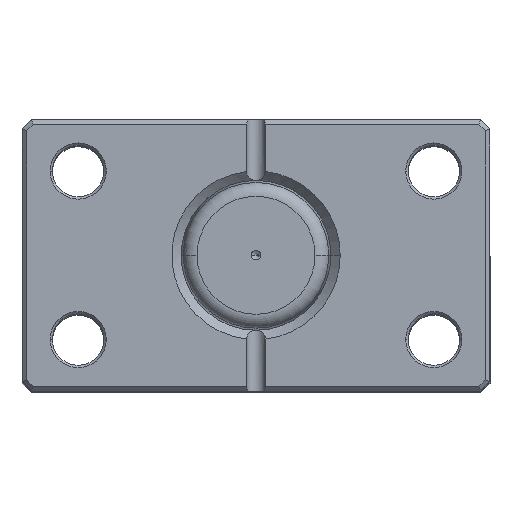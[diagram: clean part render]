
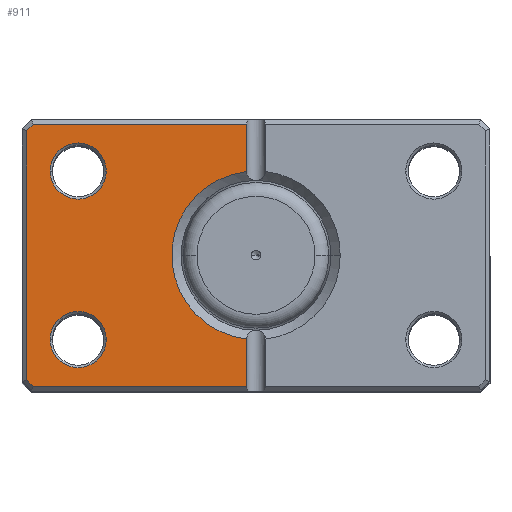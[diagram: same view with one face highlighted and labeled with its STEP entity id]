
A CAD part, top view. The second image highlights one B-rep face of the part: STEP entity #911.
In plain terms, the highlighted face is planar.
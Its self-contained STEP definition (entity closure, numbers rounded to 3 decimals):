
#18 = DIRECTION ( 'NONE',  ( 0.707, -0.707, 0. ) ) ;
#32 = ORIENTED_EDGE ( 'NONE', *, *, #5380, .T. ) ;
#59 = DIRECTION ( 'NONE',  ( 1., 0., 0. ) ) ;
#77 = CIRCLE ( 'NONE', #3969, 6. ) ;
#156 = DIRECTION ( 'NONE',  ( 1., 0., 0. ) ) ;
#158 = VERTEX_POINT ( 'NONE', #3454 ) ;
#179 = ORIENTED_EDGE ( 'NONE', *, *, #4538, .T. ) ;
#255 = CARTESIAN_POINT ( 'NONE',  ( 37.793, -37.793, 0. ) ) ;
#273 = DIRECTION ( 'NONE',  ( 0., 0., 1. ) ) ;
#382 = EDGE_LOOP ( 'NONE', ( #1396, #2703, #4027, #5266, #179, #1585, #2858, #4169 ) ) ;
#387 = FACE_BOUND ( 'NONE', #2271, .T. ) ;
#406 = DIRECTION ( 'NONE',  ( -0.707, -0.707, 0. ) ) ;
#535 = CARTESIAN_POINT ( 'NONE',  ( 2., -28., 0. ) ) ;
#539 = EDGE_CURVE ( 'NONE', #3125, #1714, #4473, .T. ) ;
#757 = LINE ( 'NONE', #3799, #5681 ) ;
#767 = VECTOR ( 'NONE', #5925, 1000. ) ;
#834 = EDGE_CURVE ( 'NONE', #3153, #3003, #3832, .T. ) ;
#911 = ADVANCED_FACE ( 'NONE', ( #1787, #387, #4209 ), #2816, .F. ) ;
#951 = AXIS2_PLACEMENT_3D ( 'NONE', #3027, #2394, #4018 ) ;
#1049 = VERTEX_POINT ( 'NONE', #4656 ) ;
#1058 = CARTESIAN_POINT ( 'NONE',  ( 2., 17.889, 0. ) ) ;
#1165 = VECTOR ( 'NONE', #4898, 1000. ) ;
#1208 = ORIENTED_EDGE ( 'NONE', *, *, #3883, .T. ) ;
#1352 = CARTESIAN_POINT ( 'NONE',  ( 38., 18., 0. ) ) ;
#1396 = ORIENTED_EDGE ( 'NONE', *, *, #2947, .T. ) ;
#1496 = CARTESIAN_POINT ( 'NONE',  ( 2., 29., 0. ) ) ;
#1585 = ORIENTED_EDGE ( 'NONE', *, *, #5393, .T. ) ;
#1637 = CARTESIAN_POINT ( 'NONE',  ( 49., -26.586, 0. ) ) ;
#1714 = VERTEX_POINT ( 'NONE', #4597 ) ;
#1720 = EDGE_CURVE ( 'NONE', #4772, #6047, #3592, .T. ) ;
#1787 = FACE_BOUND ( 'NONE', #3853, .T. ) ;
#1855 = LINE ( 'NONE', #1496, #1165 ) ;
#1891 = DIRECTION ( 'NONE',  ( 1., 0., 0. ) ) ;
#1899 = VECTOR ( 'NONE', #3414, 1000. ) ;
#2052 = CARTESIAN_POINT ( 'NONE',  ( 37.793, 37.793, 0. ) ) ;
#2271 = EDGE_LOOP ( 'NONE', ( #5118, #32 ) ) ;
#2389 = CARTESIAN_POINT ( 'NONE',  ( 2., -17.889, 0. ) ) ;
#2394 = DIRECTION ( 'NONE',  ( 0., 0., 1. ) ) ;
#2454 = EDGE_CURVE ( 'NONE', #1714, #1049, #757, .T. ) ;
#2602 = LINE ( 'NONE', #2820, #6287 ) ;
#2682 = CARTESIAN_POINT ( 'NONE',  ( 38., 18., 0. ) ) ;
#2703 = ORIENTED_EDGE ( 'NONE', *, *, #4761, .T. ) ;
#2753 = EDGE_CURVE ( 'NONE', #3003, #4620, #3747, .T. ) ;
#2766 = CIRCLE ( 'NONE', #4968, 6. ) ;
#2816 = PLANE ( 'NONE',  #951 ) ;
#2820 = CARTESIAN_POINT ( 'NONE',  ( 49., 0., 0. ) ) ;
#2845 = CIRCLE ( 'NONE', #6355, 6. ) ;
#2858 = ORIENTED_EDGE ( 'NONE', *, *, #834, .T. ) ;
#2947 = EDGE_CURVE ( 'NONE', #4620, #4981, #1855, .T. ) ;
#2951 = CARTESIAN_POINT ( 'NONE',  ( 2., 29., 0. ) ) ;
#3003 = VERTEX_POINT ( 'NONE', #5394 ) ;
#3027 = CARTESIAN_POINT ( 'NONE',  ( 0., 0., 0. ) ) ;
#3085 = DIRECTION ( 'NONE',  ( 0., 0., 1. ) ) ;
#3125 = VERTEX_POINT ( 'NONE', #1058 ) ;
#3153 = VERTEX_POINT ( 'NONE', #1637 ) ;
#3169 = DIRECTION ( 'NONE',  ( 0., 0., 1. ) ) ;
#3180 = DIRECTION ( 'NONE',  ( 1., 0., 0. ) ) ;
#3250 = CARTESIAN_POINT ( 'NONE',  ( 44., 18., 0. ) ) ;
#3271 = CARTESIAN_POINT ( 'NONE',  ( 38., -18., 0. ) ) ;
#3414 = DIRECTION ( 'NONE',  ( 0., 1., 0. ) ) ;
#3454 = CARTESIAN_POINT ( 'NONE',  ( 49., 26.586, 0. ) ) ;
#3556 = EDGE_CURVE ( 'NONE', #5607, #4934, #2845, .T. ) ;
#3592 = CIRCLE ( 'NONE', #3830, 6. ) ;
#3747 = LINE ( 'NONE', #5458, #767 ) ;
#3767 = AXIS2_PLACEMENT_3D ( 'NONE', #6036, #3169, #156 ) ;
#3780 = DIRECTION ( 'NONE',  ( 1., 0., 0. ) ) ;
#3799 = CARTESIAN_POINT ( 'NONE',  ( 0., 28., 0. ) ) ;
#3830 = AXIS2_PLACEMENT_3D ( 'NONE', #2682, #6046, #3180 ) ;
#3832 = LINE ( 'NONE', #255, #5240 ) ;
#3853 = EDGE_LOOP ( 'NONE', ( #6242, #1208 ) ) ;
#3883 = EDGE_CURVE ( 'NONE', #4934, #5607, #2766, .T. ) ;
#3969 = AXIS2_PLACEMENT_3D ( 'NONE', #1352, #4774, #1891 ) ;
#4018 = DIRECTION ( 'NONE',  ( 1., 0., 0. ) ) ;
#4027 = ORIENTED_EDGE ( 'NONE', *, *, #539, .T. ) ;
#4169 = ORIENTED_EDGE ( 'NONE', *, *, #2753, .T. ) ;
#4209 = FACE_OUTER_BOUND ( 'NONE', #382, .T. ) ;
#4212 = VECTOR ( 'NONE', #18, 1000. ) ;
#4285 = DIRECTION ( 'NONE',  ( 1., 0., 0. ) ) ;
#4473 = LINE ( 'NONE', #2951, #1899 ) ;
#4538 = EDGE_CURVE ( 'NONE', #1049, #158, #5492, .T. ) ;
#4597 = CARTESIAN_POINT ( 'NONE',  ( 2., 28., 0. ) ) ;
#4620 = VERTEX_POINT ( 'NONE', #535 ) ;
#4656 = CARTESIAN_POINT ( 'NONE',  ( 47.586, 28., 0. ) ) ;
#4684 = CARTESIAN_POINT ( 'NONE',  ( 44., -18., 0. ) ) ;
#4761 = EDGE_CURVE ( 'NONE', #4981, #3125, #5996, .T. ) ;
#4772 = VERTEX_POINT ( 'NONE', #6016 ) ;
#4774 = DIRECTION ( 'NONE',  ( 0., 0., 1. ) ) ;
#4898 = DIRECTION ( 'NONE',  ( 0., 1., 0. ) ) ;
#4934 = VERTEX_POINT ( 'NONE', #4684 ) ;
#4968 = AXIS2_PLACEMENT_3D ( 'NONE', #3271, #273, #3780 ) ;
#4981 = VERTEX_POINT ( 'NONE', #2389 ) ;
#5118 = ORIENTED_EDGE ( 'NONE', *, *, #1720, .T. ) ;
#5240 = VECTOR ( 'NONE', #406, 1000. ) ;
#5266 = ORIENTED_EDGE ( 'NONE', *, *, #2454, .T. ) ;
#5380 = EDGE_CURVE ( 'NONE', #6047, #4772, #77, .T. ) ;
#5390 = CARTESIAN_POINT ( 'NONE',  ( 32., -18., 0. ) ) ;
#5393 = EDGE_CURVE ( 'NONE', #158, #3153, #2602, .T. ) ;
#5394 = CARTESIAN_POINT ( 'NONE',  ( 47.586, -28., 0. ) ) ;
#5458 = CARTESIAN_POINT ( 'NONE',  ( 0., -28., 0. ) ) ;
#5492 = LINE ( 'NONE', #2052, #4212 ) ;
#5607 = VERTEX_POINT ( 'NONE', #5390 ) ;
#5681 = VECTOR ( 'NONE', #4285, 1000. ) ;
#5925 = DIRECTION ( 'NONE',  ( -1., 0., 0. ) ) ;
#5943 = CARTESIAN_POINT ( 'NONE',  ( 38., -18., 0. ) ) ;
#5996 = CIRCLE ( 'NONE', #3767, 18. ) ;
#6016 = CARTESIAN_POINT ( 'NONE',  ( 32., 18., 0. ) ) ;
#6036 = CARTESIAN_POINT ( 'NONE',  ( 0., 0., 0. ) ) ;
#6046 = DIRECTION ( 'NONE',  ( 0., 0., 1. ) ) ;
#6047 = VERTEX_POINT ( 'NONE', #3250 ) ;
#6182 = DIRECTION ( 'NONE',  ( 0., -1., 0. ) ) ;
#6242 = ORIENTED_EDGE ( 'NONE', *, *, #3556, .T. ) ;
#6287 = VECTOR ( 'NONE', #6182, 1000. ) ;
#6355 = AXIS2_PLACEMENT_3D ( 'NONE', #5943, #3085, #59 ) ;
